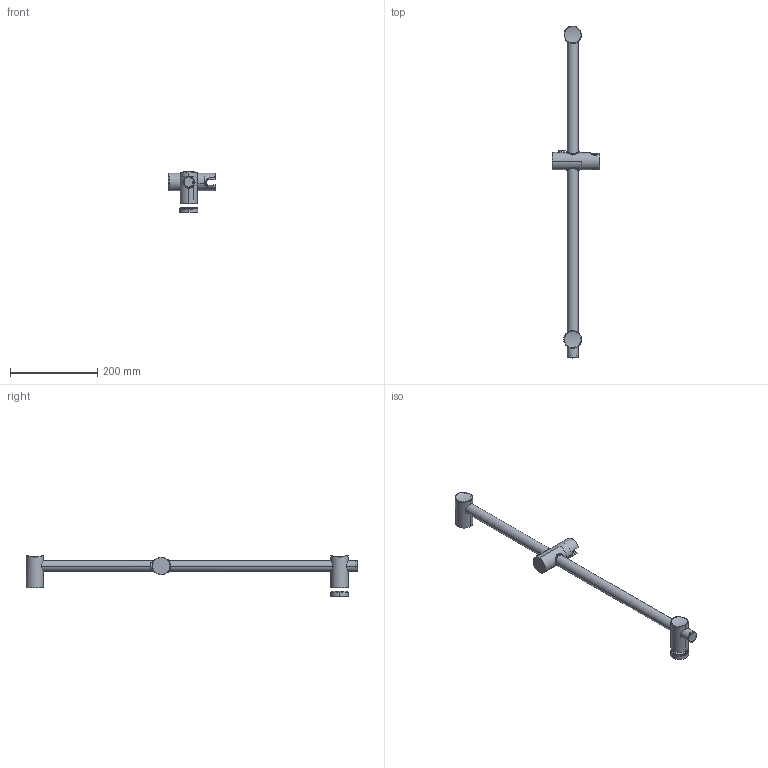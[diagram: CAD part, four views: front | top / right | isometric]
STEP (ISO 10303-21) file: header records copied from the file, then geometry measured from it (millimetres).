
FILE_DESCRIPTION((''),'2;1');
FILE_NAME('ZSAL131CR','2021-11-15T12:53:07',('ut3'),('PAFFONI SpA'),'CREO PARAMETRIC BY PTC INC, 2020044','CREO PARAMETRIC BY PTC INC, 2020044','');
FILE_SCHEMA(('CONFIG_CONTROL_DESIGN','SHAPE_APPEARANCE_LAYERS_GROUPS'));
Length unit declared in the file: millimetre
Products named in the file (1): ZSAL131CR
Bounding box: 108.87 x 762.5 x 94.14 mm (x, y, z)
Volume: 122544.8 mm3; surface area: 203947.2 mm2
Topology: 9 solids, 9 shells, 582 faces, 1466 edges, 916 vertices
Faces by surface type: cylinder 258, plane 173, sphere 62, torus 58, bspline 16, cone 13, extrusion 2
Entity records: 31400 total; most frequent: CARTESIAN_POINT 11760, ORIENTED_EDGE 2932, DIRECTION 2730, EDGE_CURVE 1466, AXIS2_PLACEMENT_3D 1072, FILL_AREA_STYLE_COLOUR 952, FILL_AREA_STYLE 952, SURFACE_STYLE_FILL_AREA 952
